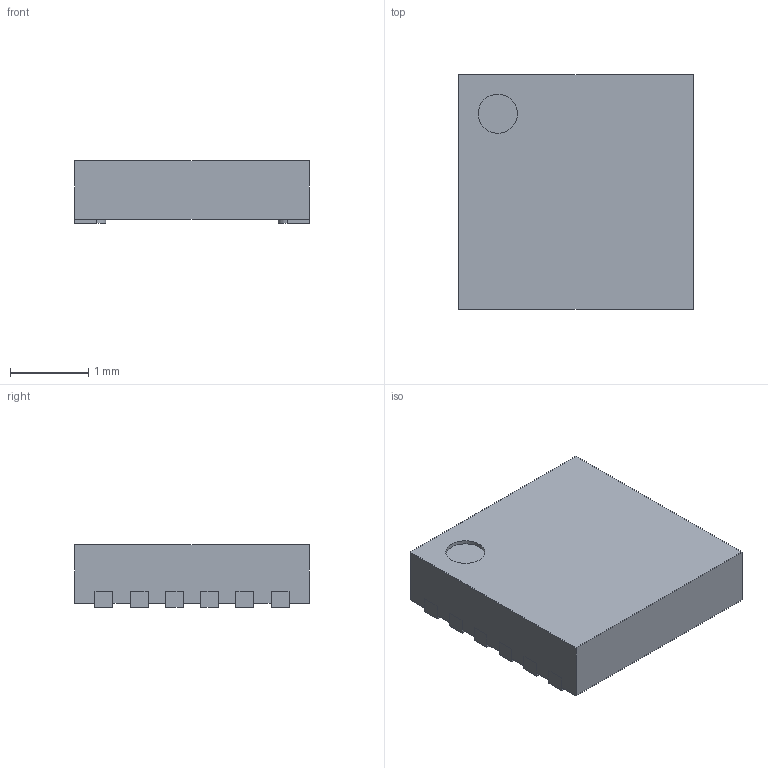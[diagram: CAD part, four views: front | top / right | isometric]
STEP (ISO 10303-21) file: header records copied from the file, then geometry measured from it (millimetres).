
FILE_DESCRIPTION(/* description */ (''),/* implementation_level */ '2;1');
FILE_NAME(/* name */ 'SON45P300X300X80-13N-R175X248.stp',/* time_stamp */ '2016-12-07T16:00:30+01:00',/* author */ ('jchouvet'),/* organization */ (''),/* preprocessor_version */ 'ST-DEVELOPER v16.1',/* originating_system */ 'AutoCAD Mechanical',/* authorisation */ '');
FILE_SCHEMA (('AUTOMOTIVE_DESIGN { 1 0 10303 214 3 1 1 }'));
Length unit declared in the file: millimetre
Products named in the file (1): Product
Bounding box: 3 x 3 x 0.8 mm (x, y, z)
Volume: 6.8 mm3; surface area: 33.2 mm2
Topology: 13 solids, 13 shells, 128 faces, 303 edges, 202 vertices
Faces by surface type: plane 103, cylinder 25
Full cylindrical faces by diameter (mm): 0.5 x1
Entity records: 3679 total; most frequent: CARTESIAN_POINT 633, DIRECTION 610, ORIENTED_EDGE 604, EDGE_CURVE 302, LINE 252, VECTOR 252, VERTEX_POINT 202, AXIS2_PLACEMENT_3D 179
